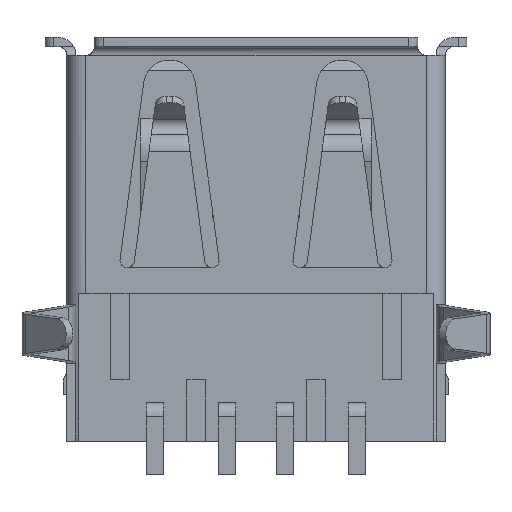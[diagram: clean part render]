
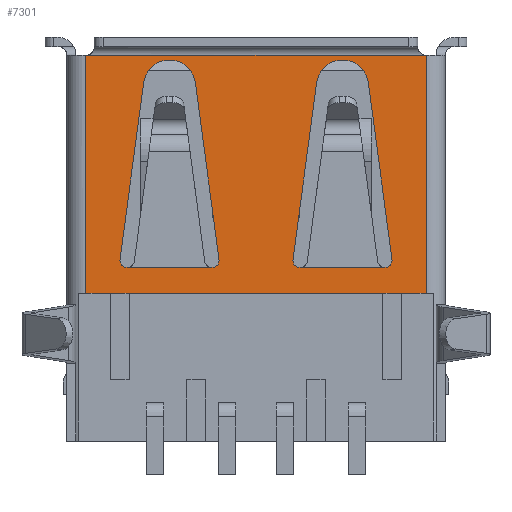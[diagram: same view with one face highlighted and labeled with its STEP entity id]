
A CAD part, front view. The second image highlights one B-rep face of the part: STEP entity #7301.
In plain terms, the highlighted planar face has unit normal (0, -1, 0).
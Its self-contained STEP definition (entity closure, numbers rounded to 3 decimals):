
#288=DIRECTION('',(0.133,0.,-0.991));
#289=VECTOR('',#288,6.188);
#290=CARTESIAN_POINT('',(3.896,-2.878,-1.564));
#291=LINE('',#290,#289);
#638=DIRECTION('',(0.133,0.,0.991));
#639=VECTOR('',#638,6.188);
#640=CARTESIAN_POINT('',(1.283,-2.878,-7.697));
#641=LINE('',#640,#639);
#708=CARTESIAN_POINT('',(4.469,-2.878,-7.73));
#709=DIRECTION('',(0.,1.,0.));
#710=DIRECTION('',(0.991,0.,0.133));
#711=AXIS2_PLACEMENT_3D('',#708,#709,#710);
#738=CARTESIAN_POINT('',(3.,-2.878,-1.684));
#739=DIRECTION('',(0.,1.,0.));
#740=DIRECTION('',(-0.991,0.,0.133));
#741=AXIS2_PLACEMENT_3D('',#738,#739,#740);
#743=CARTESIAN_POINT('',(-3.,-2.878,-1.684));
#744=DIRECTION('',(0.,1.,0.));
#745=DIRECTION('',(-0.991,0.,0.133));
#746=AXIS2_PLACEMENT_3D('',#743,#744,#745);
#748=DIRECTION('',(1.,0.,0.));
#749=VECTOR('',#748,0.02);
#750=CARTESIAN_POINT('',(5.907,-2.878,-0.62));
#751=LINE('',#750,#749);
#752=DIRECTION('',(0.,0.,-1.));
#753=VECTOR('',#752,8.26);
#754=CARTESIAN_POINT('',(5.927,-2.878,-0.62));
#755=LINE('',#754,#753);
#756=DIRECTION('',(-1.,0.,0.));
#757=VECTOR('',#756,11.854);
#758=CARTESIAN_POINT('',(5.927,-2.878,-8.88));
#759=LINE('',#758,#757);
#760=DIRECTION('',(0.,0.,1.));
#761=VECTOR('',#760,8.26);
#762=CARTESIAN_POINT('',(-5.927,-2.878,-8.88));
#763=LINE('',#762,#761);
#764=DIRECTION('',(1.,0.,0.));
#765=VECTOR('',#764,0.02);
#766=CARTESIAN_POINT('',(-5.927,-2.878,-0.62));
#767=LINE('',#766,#765);
#786=CARTESIAN_POINT('',(1.531,-2.878,-7.98));
#788=CARTESIAN_POINT('',(1.531,-2.878,-7.73));
#789=DIRECTION('',(0.,1.,0.));
#790=DIRECTION('',(0.,0.,-1.));
#791=AXIS2_PLACEMENT_3D('',#788,#789,#790);
#950=DIRECTION('',(-1.,0.,0.));
#951=VECTOR('',#950,2.938);
#952=CARTESIAN_POINT('',(4.469,-2.878,-7.98));
#953=LINE('',#952,#951);
#1022=DIRECTION('',(-1.,0.,0.));
#1023=VECTOR('',#1022,2.938);
#1024=CARTESIAN_POINT('',(-1.531,-2.878,-7.98));
#1025=LINE('',#1024,#1023);
#1182=CARTESIAN_POINT('',(-4.469,-2.878,-7.73));
#1183=DIRECTION('',(0.,1.,0.));
#1184=DIRECTION('',(0.,0.,-1.));
#1185=AXIS2_PLACEMENT_3D('',#1182,#1183,#1184);
#1224=DIRECTION('',(0.133,0.,0.991));
#1225=VECTOR('',#1224,6.188);
#1226=CARTESIAN_POINT('',(-4.717,-2.878,-7.697));
#1227=LINE('',#1226,#1225);
#1528=DIRECTION('',(0.133,0.,-0.991));
#1529=VECTOR('',#1528,6.188);
#1530=CARTESIAN_POINT('',(-2.104,-2.878,-1.564));
#1531=LINE('',#1530,#1529);
#1544=CARTESIAN_POINT('',(-1.531,-2.878,-7.73));
#1545=DIRECTION('',(0.,1.,0.));
#1546=DIRECTION('',(0.991,0.,0.133));
#1547=AXIS2_PLACEMENT_3D('',#1544,#1545,#1546);
#1650=DIRECTION('',(-1.,0.,0.));
#1651=VECTOR('',#1650,11.814);
#1652=CARTESIAN_POINT('',(5.907,-2.878,-0.62));
#1653=LINE('',#1652,#1651);
#5600=CARTESIAN_POINT('',(2.104,-2.878,-1.564));
#5601=CARTESIAN_POINT('',(3.896,-2.878,-1.564));
#5602=VERTEX_POINT('',#5600);
#5603=VERTEX_POINT('',#5601);
#5604=CARTESIAN_POINT('',(-3.896,-2.878,-1.564));
#5605=CARTESIAN_POINT('',(-2.104,-2.878,-1.564));
#5606=VERTEX_POINT('',#5604);
#5607=VERTEX_POINT('',#5605);
#5885=CARTESIAN_POINT('',(-5.927,-2.878,-0.62));
#5887=VERTEX_POINT('',#5885);
#5888=CARTESIAN_POINT('',(-5.927,-2.878,-8.88));
#5889=VERTEX_POINT('',#5888);
#5900=CARTESIAN_POINT('',(5.927,-2.878,-0.62));
#5901=CARTESIAN_POINT('',(5.927,-2.878,-8.88));
#5902=VERTEX_POINT('',#5900);
#5903=VERTEX_POINT('',#5901);
#6077=CARTESIAN_POINT('',(4.717,-2.878,-7.697));
#6078=CARTESIAN_POINT('',(4.469,-2.878,-7.98));
#6079=VERTEX_POINT('',#6077);
#6080=VERTEX_POINT('',#6078);
#6095=CARTESIAN_POINT('',(-1.283,-2.878,-7.697));
#6096=CARTESIAN_POINT('',(-1.531,-2.878,-7.98));
#6097=VERTEX_POINT('',#6095);
#6098=VERTEX_POINT('',#6096);
#6099=CARTESIAN_POINT('',(-4.469,-2.878,-7.98));
#6100=CARTESIAN_POINT('',(-4.717,-2.878,-7.697));
#6101=VERTEX_POINT('',#6099);
#6102=VERTEX_POINT('',#6100);
#6406=VERTEX_POINT('',#786);
#6407=CARTESIAN_POINT('',(1.283,-2.878,-7.697));
#6408=VERTEX_POINT('',#6407);
#6480=CARTESIAN_POINT('',(-5.907,-2.878,-0.62));
#6482=VERTEX_POINT('',#6480);
#6487=CARTESIAN_POINT('',(5.907,-2.878,-0.62));
#6489=VERTEX_POINT('',#6487);
#7258=CARTESIAN_POINT('',(-6.565,-2.878,-0.62));
#7259=DIRECTION('',(0.,-1.,0.));
#7260=DIRECTION('',(0.,0.,-1.));
#7261=AXIS2_PLACEMENT_3D('',#7258,#7259,#7260);
#7262=PLANE('',#7261);
#7264=ORIENTED_EDGE('',*,*,#7263,.F.);
#7266=ORIENTED_EDGE('',*,*,#7265,.T.);
#7268=ORIENTED_EDGE('',*,*,#7267,.T.);
#7270=ORIENTED_EDGE('',*,*,#7269,.T.);
#7272=ORIENTED_EDGE('',*,*,#7271,.T.);
#7274=ORIENTED_EDGE('',*,*,#7273,.T.);
#7275=EDGE_LOOP('',(#7264,#7266,#7268,#7270,#7272,#7274));
#7276=FACE_OUTER_BOUND('',#7275,.F.);
#7278=ORIENTED_EDGE('',*,*,#7277,.F.);
#7280=ORIENTED_EDGE('',*,*,#7279,.F.);
#7282=ORIENTED_EDGE('',*,*,#7281,.F.);
#7284=ORIENTED_EDGE('',*,*,#7283,.F.);
#7286=ORIENTED_EDGE('',*,*,#7285,.F.);
#7288=ORIENTED_EDGE('',*,*,#7287,.F.);
#7289=EDGE_LOOP('',(#7278,#7280,#7282,#7284,#7286,#7288));
#7290=FACE_BOUND('',#7289,.F.);
#7291=ORIENTED_EDGE('',*,*,#7142,.F.);
#7293=ORIENTED_EDGE('',*,*,#7292,.F.);
#7295=ORIENTED_EDGE('',*,*,#7294,.F.);
#7296=ORIENTED_EDGE('',*,*,#7246,.F.);
#7297=ORIENTED_EDGE('',*,*,#6828,.F.);
#7298=ORIENTED_EDGE('',*,*,#7171,.F.);
#7299=EDGE_LOOP('',(#7291,#7293,#7295,#7296,#7297,#7298));
#7300=FACE_BOUND('',#7299,.F.);
#712=CIRCLE('',#711,0.25);
#742=CIRCLE('',#741,0.904);
#747=CIRCLE('',#746,0.904);
#792=CIRCLE('',#791,0.25);
#1186=CIRCLE('',#1185,0.25);
#1548=CIRCLE('',#1547,0.25);
#6828=EDGE_CURVE('',#5603,#6079,#291,.T.);
#7142=EDGE_CURVE('',#6408,#5602,#641,.T.);
#7171=EDGE_CURVE('',#5602,#5603,#742,.T.);
#7246=EDGE_CURVE('',#6079,#6080,#712,.T.);
#7263=EDGE_CURVE('',#6489,#6482,#1653,.T.);
#7265=EDGE_CURVE('',#6489,#5902,#751,.T.);
#7267=EDGE_CURVE('',#5902,#5903,#755,.T.);
#7269=EDGE_CURVE('',#5903,#5889,#759,.T.);
#7271=EDGE_CURVE('',#5889,#5887,#763,.T.);
#7273=EDGE_CURVE('',#5887,#6482,#767,.T.);
#7277=EDGE_CURVE('',#6098,#6101,#1025,.T.);
#7279=EDGE_CURVE('',#6097,#6098,#1548,.T.);
#7281=EDGE_CURVE('',#5607,#6097,#1531,.T.);
#7283=EDGE_CURVE('',#5606,#5607,#747,.T.);
#7285=EDGE_CURVE('',#6102,#5606,#1227,.T.);
#7287=EDGE_CURVE('',#6101,#6102,#1186,.T.);
#7292=EDGE_CURVE('',#6406,#6408,#792,.T.);
#7294=EDGE_CURVE('',#6080,#6406,#953,.T.);
#7301=ADVANCED_FACE('',(#7276,#7290,#7300),#7262,.T.);
